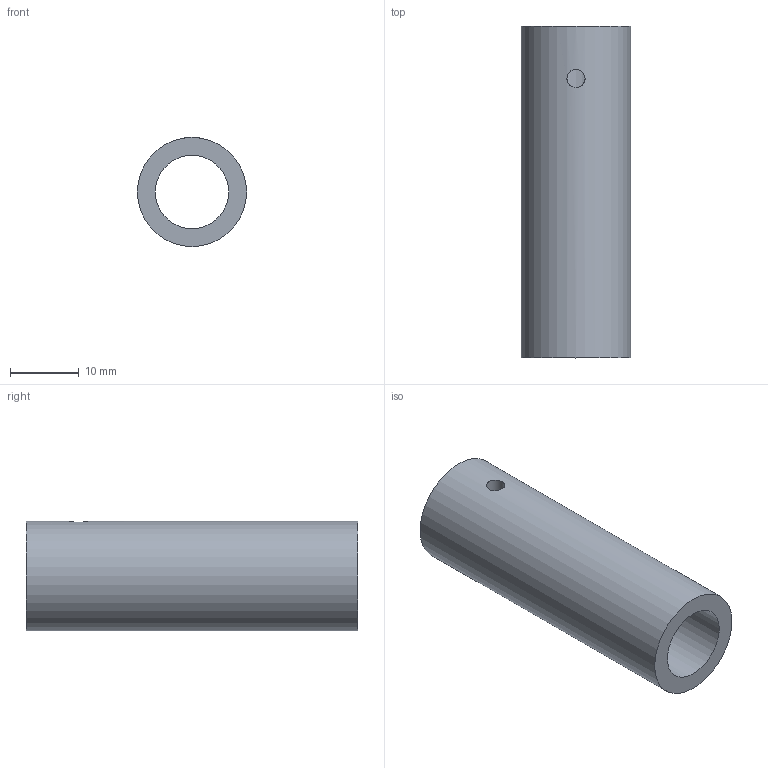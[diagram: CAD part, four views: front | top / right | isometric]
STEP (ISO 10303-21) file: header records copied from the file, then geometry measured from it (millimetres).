
FILE_DESCRIPTION(/* description */ (''),/* implementation_level */ '2;1');
FILE_NAME(/* name */ 'ToolHolderAdapter_v2.stp',/* time_stamp */ '2019-09-25T14:43:00-04:00',/* author */ ('sshanbhag'),/* organization */ (''),/* preprocessor_version */ 'ST-DEVELOPER v17',/* originating_system */ 'Autodesk Inventor 2018',/* authorisation */ '');
FILE_SCHEMA (('AUTOMOTIVE_DESIGN { 1 0 10303 214 3 1 1 }'));
Length unit declared in the file: inch
Products named in the file (1): ToolHolderAdapter_v2
Bounding box: 15.88 x 48.26 x 15.88 mm (x, y, z)
Volume: 5224.3 mm3; surface area: 4252.2 mm2
Topology: 1 solids, 1 shells, 5 faces, 12 edges, 9 vertices
Faces by surface type: cylinder 3, plane 2
Full cylindrical faces by diameter (mm): 2.642 x1, 10.668 x1, 15.875 x1
Entity records: 265 total; most frequent: CARTESIAN_POINT 96, DIRECTION 25, ORIENTED_EDGE 24, EDGE_CURVE 12, AXIS2_PLACEMENT_3D 11, EDGE_LOOP 9, VERTEX_POINT 9, CIRCLE 5
